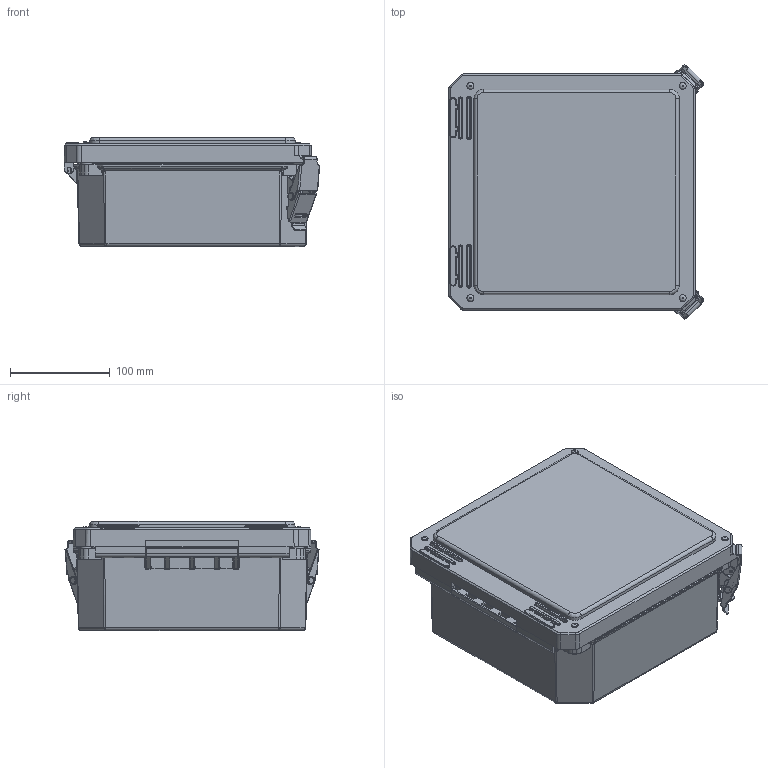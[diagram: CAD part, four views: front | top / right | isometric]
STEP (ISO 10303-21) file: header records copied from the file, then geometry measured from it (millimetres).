
FILE_DESCRIPTION(/* description */ (''),/* implementation_level */ '2;1');
FILE_NAME(/* name */ 'HW-80804CHQR.stp',/* time_stamp */ '2014-03-13T05:46:11-05:00',/* author */ ('pmescher'),/* organization */ (''),/* preprocessor_version */ 'ST-DEVELOPER v15.2',/* originating_system */ 'Autodesk Inventor 2014',/* authorisation */ '');
FILE_SCHEMA (('AUTOMOTIVE_DESIGN { 1 0 10303 214 3 1 1 }'));
Products named in the file (17): DS080804BOX; BRASS INSERT-(; BRASS INSERT-(_1; BRASS INSERT-(_2; RMHINGAT40006-02; AT40005; Part1; Part2; LATCH HINGE; LATCH -1 Assembly; DS080804CVR; GA808; WP808HLU; BRASS INSERT-(_3; 0808 Vanity Plug; DS COVER  BUSH; DS80804HPL_STP
Bounding box: 256.41 x 255.15 x 109.48 mm (x, y, z)
Volume: 859258.5 mm3; surface area: 479825 mm2
Topology: 35 solids, 35 shells, 2376 faces, 5810 edges, 3442 vertices
Faces by surface type: cylinder 951, plane 809, bspline 378, torus 134, cone 56, sphere 48
Full cylindrical faces by diameter (mm): 3.429 x20, 3.48 x2, 3.81 x4, 3.861 x8, 3.962 x16, 5.3 x4, 5.563 x2, 5.766 x2, 6.248 x16, 6.401 x4, 6.426 x4, 7.62 x4, 7.938 x2, 9.525 x2, 11.049 x2
Entity records: 77176 total; most frequent: CARTESIAN_POINT 30283, DIRECTION 9940, ORIENTED_EDGE 9590, EDGE_CURVE 4795, AXIS2_PLACEMENT_3D 3824, VERTEX_POINT 2890, LINE 2292, VECTOR 2292
